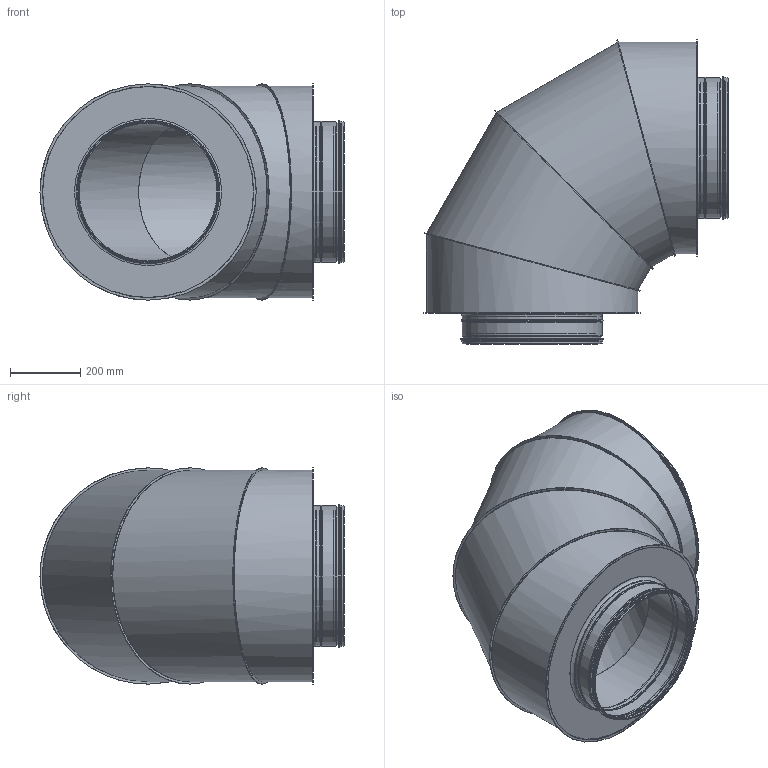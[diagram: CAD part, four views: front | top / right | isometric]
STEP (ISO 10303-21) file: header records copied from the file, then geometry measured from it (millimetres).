
FILE_DESCRIPTION(/* description */ ('Vinkel Ljuddämpare Ø400'),/* implementation_level */ '2;1');
FILE_NAME(/* name */ 'LP10009.stp',/* time_stamp */ '2016-11-28T03:52:51-08:00',/* author */ ('CAD'),/* organization */ (''),/* preprocessor_version */ 'ST-DEVELOPER v16.5',/* originating_system */ 'Autodesk Inventor 2017',/* authorisation */ '');
FILE_SCHEMA (('AUTOMOTIVE_DESIGN { 1 0 10303 214 3 1 1 }'));
Length unit declared in the file: millimetre
Products named in the file (1): HTFV-400
Bounding box: 865.44 x 865.44 x 615.4 mm (x, y, z)
Volume: 243244362 mm3; surface area: 6240464.4 mm2
Topology: 8 solids, 11 shells, 180 faces, 364 edges, 202 vertices
Faces by surface type: torus 50, cylinder 50, bspline 32, plane 26, cone 22
Full cylindrical faces by diameter (mm): 392.2 x2, 393.6 x2, 393.7 x2, 397 x4, 397.3 x6, 397.4 x4, 398.4 x6, 398.8 x6, 403.7 x2, 408.7 x2, 600 x4, 601.4 x6, 615.4 x2
Entity records: 6602 total; most frequent: CARTESIAN_POINT 3397, DIRECTION 697, ORIENTED_EDGE 484, AXIS2_PLACEMENT_3D 336, EDGE_LOOP 324, EDGE_CURVE 224, VERTEX_POINT 182, FACE_OUTER_BOUND 178
